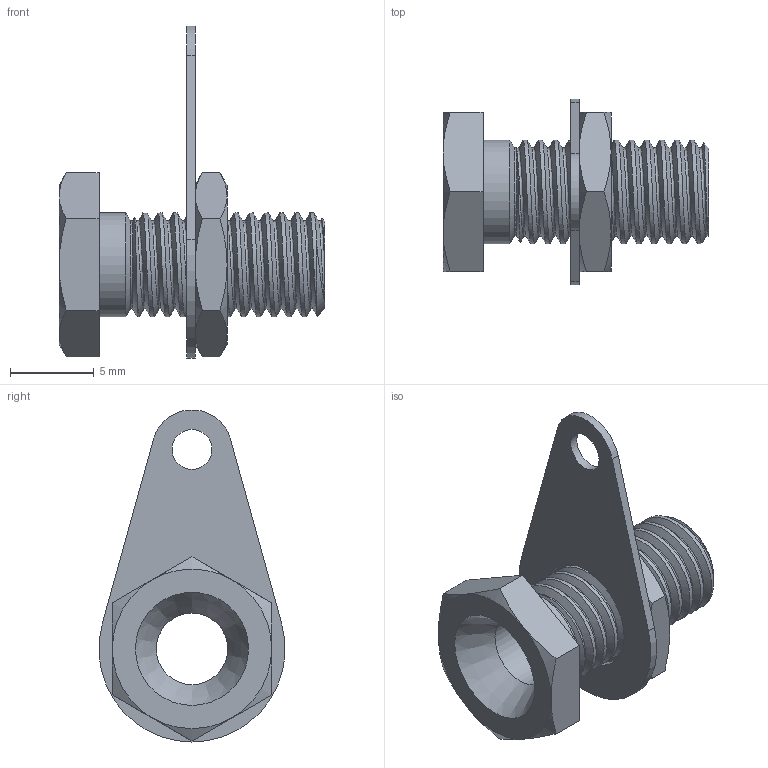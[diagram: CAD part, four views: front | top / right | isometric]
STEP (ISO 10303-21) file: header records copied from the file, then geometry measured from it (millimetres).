
FILE_DESCRIPTION( ( 'Unknown' ), '1' );
FILE_NAME( '108-0740-001.stp', 'Unknown', ( 'Unknown' ), ( 'Unknown' ), 'PSStep 14.0', 'Unknown', ' ' );
FILE_SCHEMA( ( 'AUTOMOTIVE_DESIGN { 1 0 10303 214 1 1 1 1 }' ) );
Length unit declared in the file: millimetre
Products named in the file (1): 1
Bounding box: 15.88 x 11.1 x 19.83 mm (x, y, z)
Volume: 454.7 mm3; surface area: 1100.3 mm2
Topology: 1 solids, 1 shells, 56 faces, 131 edges, 79 vertices
Faces by surface type: cone 22, plane 21, cylinder 9, bspline 3, torus 1
Full cylindrical faces by diameter (mm): 2.388 x1, 4.267 x1, 6.2 x1, 6.629 x1
Entity records: 4193 total; most frequent: CARTESIAN_POINT 2580, ORIENTED_EDGE 244, DIRECTION 214, EDGE_CURVE 122, AXIS2_PLACEMENT_3D 94, VERTEX_POINT 78, EDGE_LOOP 72, FACE_OUTER_BOUND 61
